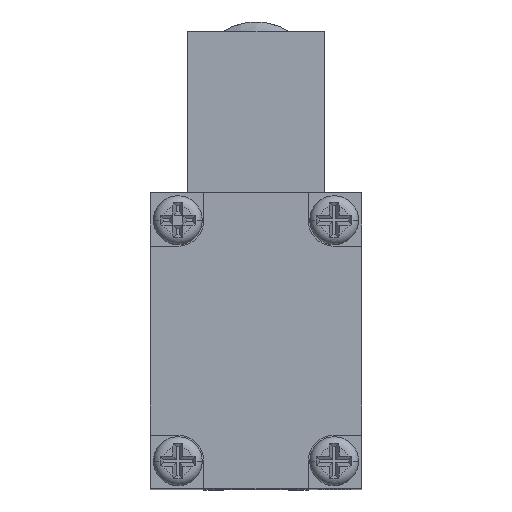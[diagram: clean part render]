
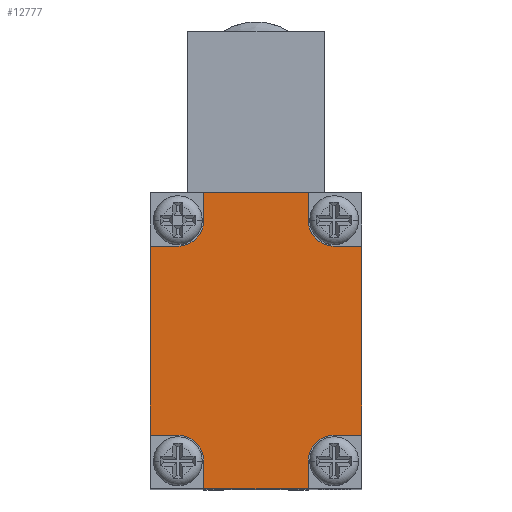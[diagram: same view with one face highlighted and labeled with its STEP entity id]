
A CAD part, top view. The second image highlights one B-rep face of the part: STEP entity #12777.
In plain terms, the highlighted planar face has unit normal (0, 0, 1).
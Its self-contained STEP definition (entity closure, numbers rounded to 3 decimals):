
#16 = CARTESIAN_POINT ( 'NONE',  ( -16.25, 8.25, 0. ) ) ;
#17 = CARTESIAN_POINT ( 'NONE',  ( -16.25, 37.25, 0. ) ) ;
#20 = CARTESIAN_POINT ( 'NONE',  ( 8., 45.5, 0. ) ) ;
#22 = CARTESIAN_POINT ( 'NONE',  ( -8., 45.5, 0. ) ) ;
#23 = CARTESIAN_POINT ( 'NONE',  ( 16.25, 8.25, 0. ) ) ;
#25 = CARTESIAN_POINT ( 'NONE',  ( 16.25, 37.25, 0. ) ) ;
#30 = CARTESIAN_POINT ( 'NONE',  ( 8., 0., 0. ) ) ;
#31 = CARTESIAN_POINT ( 'NONE',  ( -8., 0., 0. ) ) ;
#34 = CARTESIAN_POINT ( 'NONE',  ( -8., 4.25, 0. ) ) ;
#35 = CARTESIAN_POINT ( 'NONE',  ( 8., 4.25, 0. ) ) ;
#36 = CARTESIAN_POINT ( 'NONE',  ( 12., 8.25, 0. ) ) ;
#37 = CARTESIAN_POINT ( 'NONE',  ( 12., 37.25, 0. ) ) ;
#38 = CARTESIAN_POINT ( 'NONE',  ( 8., 41.25, 0. ) ) ;
#39 = CARTESIAN_POINT ( 'NONE',  ( -8., 41.25, 0. ) ) ;
#40 = CARTESIAN_POINT ( 'NONE',  ( -12., 37.25, 0. ) ) ;
#41 = CARTESIAN_POINT ( 'NONE',  ( -12., 8.25, 0. ) ) ;
#1191 = PLANE ( 'NONE',  #18369 ) ;
#1192 = CARTESIAN_POINT ( 'NONE',  ( -16.25, 0., 0. ) ) ;
#1193 = DIRECTION ( 'NONE',  ( 0., 0., 1. ) ) ;
#1194 = DIRECTION ( 'NONE',  ( 1., 0., 0. ) ) ;
#2244 = VERTEX_POINT ( 'NONE', #16 ) ;
#2245 = VERTEX_POINT ( 'NONE', #17 ) ;
#2248 = VERTEX_POINT ( 'NONE', #20 ) ;
#2250 = VERTEX_POINT ( 'NONE', #22 ) ;
#2251 = VERTEX_POINT ( 'NONE', #23 ) ;
#2253 = VERTEX_POINT ( 'NONE', #25 ) ;
#2258 = VERTEX_POINT ( 'NONE', #30 ) ;
#2259 = VERTEX_POINT ( 'NONE', #31 ) ;
#2262 = VERTEX_POINT ( 'NONE', #34 ) ;
#2263 = VERTEX_POINT ( 'NONE', #35 ) ;
#2264 = VERTEX_POINT ( 'NONE', #36 ) ;
#2265 = VERTEX_POINT ( 'NONE', #37 ) ;
#2266 = VERTEX_POINT ( 'NONE', #38 ) ;
#2267 = VERTEX_POINT ( 'NONE', #39 ) ;
#2268 = VERTEX_POINT ( 'NONE', #40 ) ;
#2269 = VERTEX_POINT ( 'NONE', #41 ) ;
#6584 = LINE ( 'NONE', #8187, #6585 ) ;
#6585 = VECTOR ( 'NONE', #8188, 1000. ) ;
#6602 = LINE ( 'NONE', #8205, #6603 ) ;
#6603 = VECTOR ( 'NONE', #8206, 1000. ) ;
#6612 = LINE ( 'NONE', #8215, #6613 ) ;
#6613 = VECTOR ( 'NONE', #8216, 1000. ) ;
#6624 = LINE ( 'NONE', #8227, #6625 ) ;
#6625 = VECTOR ( 'NONE', #8228, 1000. ) ;
#6636 = LINE ( 'NONE', #8239, #6637 ) ;
#6637 = VECTOR ( 'NONE', #8240, 1000. ) ;
#6638 = LINE ( 'NONE', #8241, #6639 ) ;
#6639 = VECTOR ( 'NONE', #8242, 1000. ) ;
#6640 = LINE ( 'NONE', #8246, #6642 ) ;
#6641 = CIRCLE ( 'NONE', #7099, 4. ) ;
#6642 = VECTOR ( 'NONE', #8247, 1000. ) ;
#6643 = LINE ( 'NONE', #8248, #6644 ) ;
#6644 = VECTOR ( 'NONE', #8249, 1000. ) ;
#6645 = LINE ( 'NONE', #8253, #6647 ) ;
#6646 = CIRCLE ( 'NONE', #7100, 4. ) ;
#6647 = VECTOR ( 'NONE', #8254, 1000. ) ;
#6648 = LINE ( 'NONE', #8255, #6649 ) ;
#6649 = VECTOR ( 'NONE', #8256, 1000. ) ;
#6650 = LINE ( 'NONE', #8260, #6652 ) ;
#6651 = CIRCLE ( 'NONE', #7101, 4. ) ;
#6652 = VECTOR ( 'NONE', #8261, 1000. ) ;
#6653 = LINE ( 'NONE', #8262, #6654 ) ;
#6654 = VECTOR ( 'NONE', #8263, 1000. ) ;
#6656 = CIRCLE ( 'NONE', #7102, 4. ) ;
#7099 = AXIS2_PLACEMENT_3D ( 'NONE', #8243, #8244, #8245 ) ;
#7100 = AXIS2_PLACEMENT_3D ( 'NONE', #8250, #8251, #8252 ) ;
#7101 = AXIS2_PLACEMENT_3D ( 'NONE', #8257, #8258, #8259 ) ;
#7102 = AXIS2_PLACEMENT_3D ( 'NONE', #8264, #8265, #8266 ) ;
#8187 = CARTESIAN_POINT ( 'NONE',  ( -16.25, 45.5, 0. ) ) ;
#8188 = DIRECTION ( 'NONE',  ( 0., -1., 0. ) ) ;
#8205 = CARTESIAN_POINT ( 'NONE',  ( -16.25, 45.5, 0. ) ) ;
#8206 = DIRECTION ( 'NONE',  ( -1., 0., 0. ) ) ;
#8215 = CARTESIAN_POINT ( 'NONE',  ( 16.25, 45.5, 0. ) ) ;
#8216 = DIRECTION ( 'NONE',  ( 0., 1., 0. ) ) ;
#8227 = CARTESIAN_POINT ( 'NONE',  ( -16.25, 0., 0. ) ) ;
#8228 = DIRECTION ( 'NONE',  ( 1., 0., 0. ) ) ;
#8239 = CARTESIAN_POINT ( 'NONE',  ( -8., 4.25, 0. ) ) ;
#8240 = DIRECTION ( 'NONE',  ( 0., 1., 0. ) ) ;
#8241 = CARTESIAN_POINT ( 'NONE',  ( 8., 4.25, 0. ) ) ;
#8242 = DIRECTION ( 'NONE',  ( 0., -1., 0. ) ) ;
#8243 = CARTESIAN_POINT ( 'NONE',  ( 12., 4.25, 0. ) ) ;
#8244 = DIRECTION ( 'NONE',  ( 0., 0., 1. ) ) ;
#8245 = DIRECTION ( 'NONE',  ( 1., 0., 0. ) ) ;
#8246 = CARTESIAN_POINT ( 'NONE',  ( 12., 8.25, 0. ) ) ;
#8247 = DIRECTION ( 'NONE',  ( -1., 0., 0. ) ) ;
#8248 = CARTESIAN_POINT ( 'NONE',  ( 12., 37.25, 0. ) ) ;
#8249 = DIRECTION ( 'NONE',  ( 1., 0., 0. ) ) ;
#8250 = CARTESIAN_POINT ( 'NONE',  ( 12., 41.25, 0. ) ) ;
#8251 = DIRECTION ( 'NONE',  ( 0., 0., 1. ) ) ;
#8252 = DIRECTION ( 'NONE',  ( -1., 0., 0. ) ) ;
#8253 = CARTESIAN_POINT ( 'NONE',  ( 8., 41.25, 0. ) ) ;
#8254 = DIRECTION ( 'NONE',  ( 0., -1., 0. ) ) ;
#8255 = CARTESIAN_POINT ( 'NONE',  ( -8., 41.25, 0. ) ) ;
#8256 = DIRECTION ( 'NONE',  ( 0., 1., 0. ) ) ;
#8257 = CARTESIAN_POINT ( 'NONE',  ( -12., 41.25, 0. ) ) ;
#8258 = DIRECTION ( 'NONE',  ( 0., 0., 1. ) ) ;
#8259 = DIRECTION ( 'NONE',  ( 1., 0., 0. ) ) ;
#8260 = CARTESIAN_POINT ( 'NONE',  ( -12., 37.25, 0. ) ) ;
#8261 = DIRECTION ( 'NONE',  ( 1., 0., 0. ) ) ;
#8262 = CARTESIAN_POINT ( 'NONE',  ( -12., 8.25, 0. ) ) ;
#8263 = DIRECTION ( 'NONE',  ( -1., 0., 0. ) ) ;
#8264 = CARTESIAN_POINT ( 'NONE',  ( -12., 4.25, 0. ) ) ;
#8265 = DIRECTION ( 'NONE',  ( 0., 0., 1. ) ) ;
#8266 = DIRECTION ( 'NONE',  ( -1., 0., 0. ) ) ;
#12777 = ADVANCED_FACE ( 'NONE', ( #15568 ), #1191, .T. ) ;
#15568 = FACE_OUTER_BOUND ( 'NONE', #16193, .T. ) ;
#16193 = EDGE_LOOP ( 'NONE', ( #16934, #16935, #16936, #16937, #16938, #16939, #16940, #16941, #16942, #16943, #16944, #16945, #16946, #16947, #16948, #16949 ) ) ;
#16934 = ORIENTED_EDGE ( 'NONE', *, *, #17647, .F. ) ;
#16935 = ORIENTED_EDGE ( 'NONE', *, *, #17641, .T. ) ;
#16936 = ORIENTED_EDGE ( 'NONE', *, *, #17648, .F. ) ;
#16937 = ORIENTED_EDGE ( 'NONE', *, *, #17649, .F. ) ;
#16938 = ORIENTED_EDGE ( 'NONE', *, *, #17650, .F. ) ;
#16939 = ORIENTED_EDGE ( 'NONE', *, *, #17635, .T. ) ;
#16940 = ORIENTED_EDGE ( 'NONE', *, *, #17651, .F. ) ;
#16941 = ORIENTED_EDGE ( 'NONE', *, *, #17652, .F. ) ;
#16942 = ORIENTED_EDGE ( 'NONE', *, *, #17653, .F. ) ;
#16943 = ORIENTED_EDGE ( 'NONE', *, *, #17630, .T. ) ;
#16944 = ORIENTED_EDGE ( 'NONE', *, *, #17654, .F. ) ;
#16945 = ORIENTED_EDGE ( 'NONE', *, *, #17655, .F. ) ;
#16946 = ORIENTED_EDGE ( 'NONE', *, *, #17656, .F. ) ;
#16947 = ORIENTED_EDGE ( 'NONE', *, *, #17621, .T. ) ;
#16948 = ORIENTED_EDGE ( 'NONE', *, *, #17657, .F. ) ;
#16949 = ORIENTED_EDGE ( 'NONE', *, *, #17658, .F. ) ;
#17621 = EDGE_CURVE ( 'NONE', #2245, #2244, #6584, .T. ) ;
#17630 = EDGE_CURVE ( 'NONE', #2248, #2250, #6602, .T. ) ;
#17635 = EDGE_CURVE ( 'NONE', #2251, #2253, #6612, .T. ) ;
#17641 = EDGE_CURVE ( 'NONE', #2259, #2258, #6624, .T. ) ;
#17647 = EDGE_CURVE ( 'NONE', #2259, #2262, #6636, .T. ) ;
#17648 = EDGE_CURVE ( 'NONE', #2263, #2258, #6638, .T. ) ;
#17649 = EDGE_CURVE ( 'NONE', #2264, #2263, #6641, .T. ) ;
#17650 = EDGE_CURVE ( 'NONE', #2251, #2264, #6640, .T. ) ;
#17651 = EDGE_CURVE ( 'NONE', #2265, #2253, #6643, .T. ) ;
#17652 = EDGE_CURVE ( 'NONE', #2266, #2265, #6646, .T. ) ;
#17653 = EDGE_CURVE ( 'NONE', #2248, #2266, #6645, .T. ) ;
#17654 = EDGE_CURVE ( 'NONE', #2267, #2250, #6648, .T. ) ;
#17655 = EDGE_CURVE ( 'NONE', #2268, #2267, #6651, .T. ) ;
#17656 = EDGE_CURVE ( 'NONE', #2245, #2268, #6650, .T. ) ;
#17657 = EDGE_CURVE ( 'NONE', #2269, #2244, #6653, .T. ) ;
#17658 = EDGE_CURVE ( 'NONE', #2262, #2269, #6656, .T. ) ;
#18369 = AXIS2_PLACEMENT_3D ( 'NONE', #1192, #1193, #1194 ) ;
